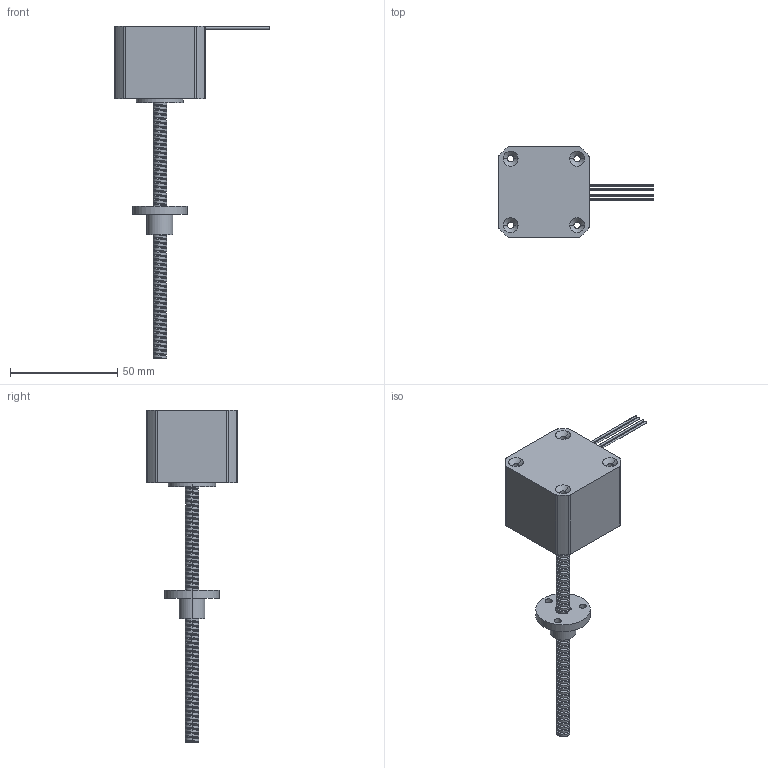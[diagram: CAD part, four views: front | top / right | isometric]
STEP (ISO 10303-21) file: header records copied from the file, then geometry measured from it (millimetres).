
FILE_DESCRIPTION(('FreeCAD Model'),'2;1');
FILE_NAME( 'MSL171AEx-4L3N0xxxx.step', '2018-07-27T14:09:35',('Author'),(''), 'Open CASCADE STEP processor 6.8','FreeCAD','Unknown');
FILE_SCHEMA(('AUTOMOTIVE_DESIGN_CC2 { 1 2 10303 214 -1 1 5 4 }'));
Length unit declared in the file: millimetre
Products named in the file (2): ASSEMBLY
Assembly tree (1 placements, depth 2):
  ASSEMBLY
    (unnamed)
Bounding box: 72.2 x 42.2 x 154.8 mm (x, y, z)
Volume: 64864.5 mm3; surface area: 15613.7 mm2
Topology: 1 solids, 1 shells, 178 faces, 499 edges, 330 vertices
Faces by surface type: cylinder 150, plane 16, cone 8, bspline 4
Entity records: 45796 total; most frequent: CARTESIAN_POINT 38051, ORIENTED_EDGE 998, PCURVE 998, DEFINITIONAL_REPRESENTATION 998, B_SPLINE_CURVE_WITH_KNOTS 888, DIRECTION 822, EDGE_CURVE 499, SURFACE_CURVE 499
